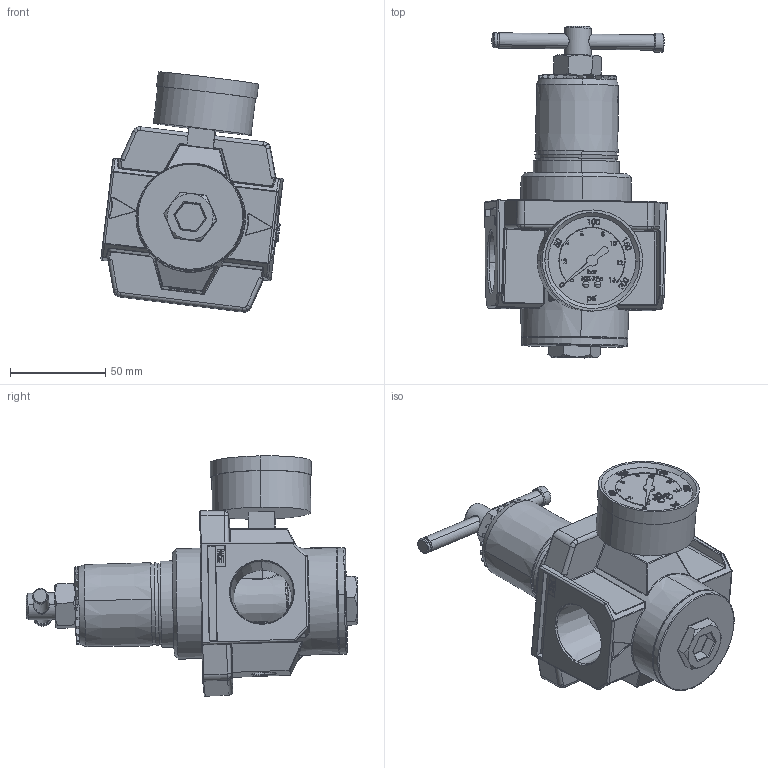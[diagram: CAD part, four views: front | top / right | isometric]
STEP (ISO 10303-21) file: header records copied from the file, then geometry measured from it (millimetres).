
FILE_DESCRIPTION (( 'STEP AP214' ), '1' );
FILE_NAME ('R938.STEP', '2021-11-24T11:42:39', ( 'User' ), ( '' ), 'SwSTEP 2.0', 'SolidWorks 2014', '' );
FILE_SCHEMA (( 'AUTOMOTIVE_DESIGN' ));
Length unit declared in the file: millimetre
Products named in the file (16): R9308_2; R90調壓閥本體; R9002; R938; 2-埋入式壓力錶; 底部螺絲; R9310; R9309
Assembly tree (8 placements, depth 3):
  R9308_2
  R90調壓閥本體
  R9002
  R938
    R938
      R9002
      R90調壓閥本體
      R9308_2
      R9309
      R9310
      底部螺絲
      2-埋入式壓力錶
  2-埋入式壓力錶
Bounding box: 95.63 x 174.04 x 126.01 mm (x, y, z)
Volume: 358311.3 mm3; surface area: 119519.4 mm2
Topology: 7 solids, 7 shells, 1614 faces, 4001 edges, 2491 vertices
Faces by surface type: plane 573, bspline 558, cylinder 367, cone 116
Entity records: 103748 total; most frequent: CARTESIAN_POINT 51584, ORIENTED_EDGE 7958, DIRECTION 5665, EDGE_CURVE 3979, VERTEX_POINT 2491, VECTOR 1897, LINE 1897, AXIS2_PLACEMENT_3D 1884
